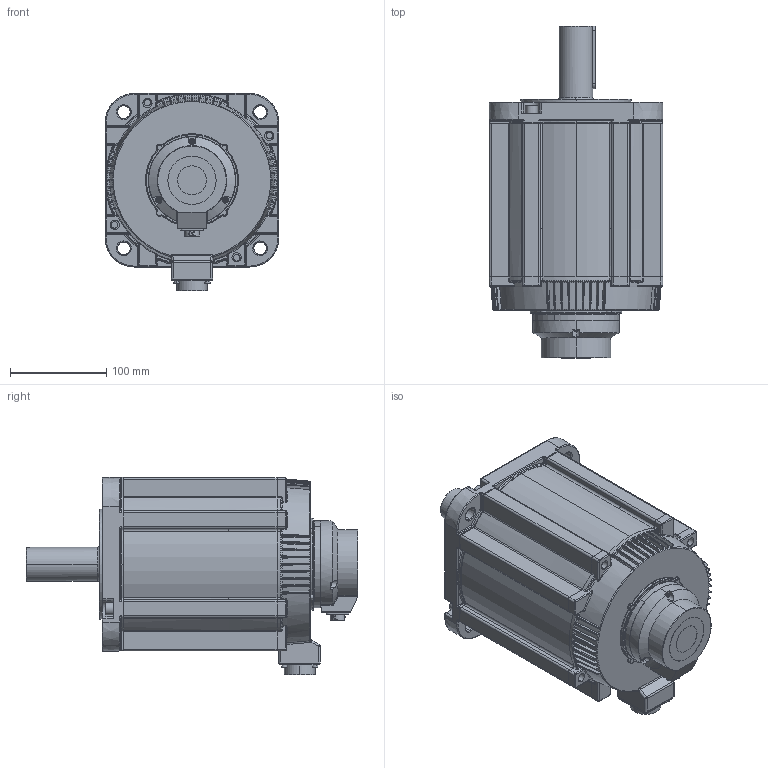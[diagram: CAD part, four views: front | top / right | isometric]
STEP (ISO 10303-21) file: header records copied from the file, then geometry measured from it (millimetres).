
FILE_DESCRIPTION((''),'2;1');
FILE_NAME('4400','2023-06-29T18:32:49',('ms28071'),(''),'CREO PARAMETRIC BY PTC INC, 2018100','CREO PARAMETRIC BY PTC INC, 2018100','');
FILE_SCHEMA(('CONFIG_CONTROL_DESIGN'));
Length unit declared in the file: millimetre
Products named in the file (1): 4400
Bounding box: 180.19 x 344.4 x 204.6 mm (x, y, z)
Surface area: 679352 mm2 (no closed solid volume)
Topology: 0 solids, 72 shells, 2919 faces, 7795 edges, 4994 vertices
Faces by surface type: cylinder 1101, plane 969, bspline 266, torus 259, cone 240, sphere 84
Entity records: 106765 total; most frequent: CARTESIAN_POINT 36415, ORIENTED_EDGE 15162, DIRECTION 14259, EDGE_CURVE 7635, AXIS2_PLACEMENT_3D 5695, VERTEX_POINT 4994, EDGE_LOOP 3199, CIRCLE 3042
